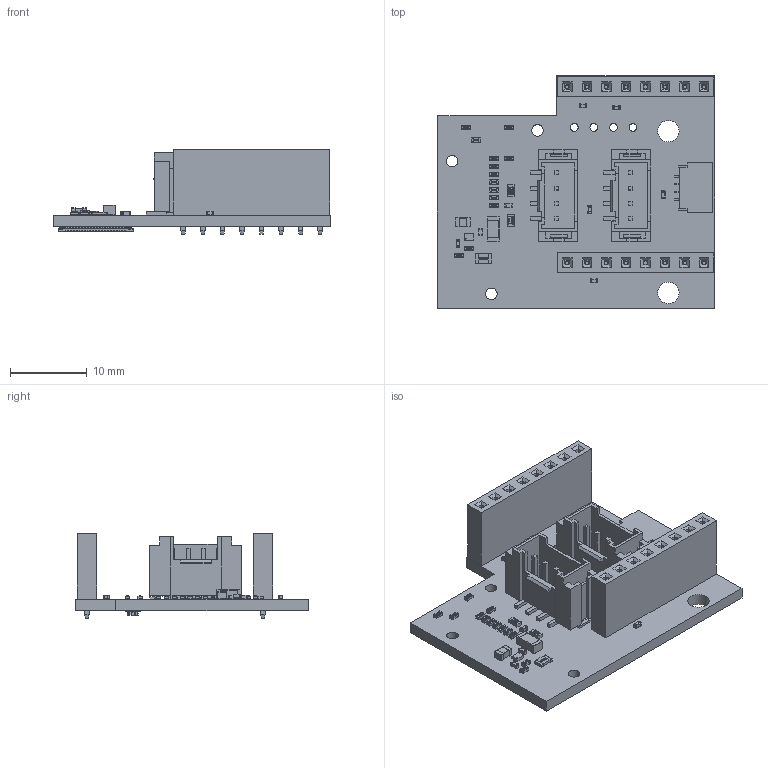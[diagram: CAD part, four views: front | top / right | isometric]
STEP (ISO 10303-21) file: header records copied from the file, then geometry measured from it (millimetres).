
FILE_DESCRIPTION(/* description */ (''),/* implementation_level */ '2;1');
FILE_NAME(/* name */ 'RAK1920_VA v2.step',/* time_stamp */ '2023-10-17T09:21:17+08:00',/* author */ (''),/* organization */ (''),/* preprocessor_version */ 'ST-DEVELOPER v20',/* originating_system */ 'Autodesk Translation Framework v12.14.0.127',/* authorisation */ '');
FILE_SCHEMA (('AUTOMOTIVE_DESIGN { 1 0 10303 214 3 1 1 }'));
Products named in the file (49): RAK1920_VA; Board; Open CASCADE STEP translator 6.8 1.1.1; C5; C6; C7; C2; C8; C1; C4; C9; C0402; R5; R1; R3; R4; R8; R10; R12; R14; R16; R11; R13; R15; R9; RES_1005-0402; L1; SL0805; C3; User_Library-cap_1206_1_25; J2; axe640124; J5; J6; 1405_RGB0; U1; WCSP6; R7; R6; RES1608 ...
Assembly tree (71 placements, depth 4):
  RAK1920_VA
    Board
      Open CASCADE STEP translator 6.8 1.1.1
    C5
      C0402
    C6
      C0402
    C7
      C0402
    C2
      C0402
    C8
      C0402
    C1
      C0402
    C4
      C0402
    C9
      C0402
    R5
      RES_1005-0402
    R1
      RES_1005-0402
    R3
      RES_1005-0402
    R4
      RES_1005-0402
    R8
      RES_1005-0402
    R10
      RES_1005-0402
    R12
      RES_1005-0402
    R14
      RES_1005-0402
    R16
      RES_1005-0402
    R11
      RES_1005-0402
    R13
      RES_1005-0402
    R15
      RES_1005-0402
    R9
      RES_1005-0402
    L1
      SL0805
    C3
      User_Library-cap_1206_1_25
    J2
      axe640124
    J5
      1405_RGB0
    J6
      1405_RGB0
    U1
      WCSP6
    R7
      RES1608
    R6
Bounding box: 36 x 30.2 x 11 mm (x, y, z)
Volume: 2733.7 mm3; surface area: 5502.9 mm2
Topology: 79 solids, 79 shells, 3999 faces, 10000 edges, 6196 vertices
Faces by surface type: plane 2563, bspline 760, cylinder 486, sphere 182, cone 4, torus 4
Full cylindrical faces by diameter (mm): 0.15 x1, 1.016 x4, 1.171 x16, 1.5 x3, 2.8 x2
Entity records: 61433 total; most frequent: CARTESIAN_POINT 17404, ORIENTED_EDGE 9182, DIRECTION 8005, EDGE_CURVE 4591, LINE 3571, VECTOR 3571, VERTEX_POINT 2922, AXIS2_PLACEMENT_3D 2217
